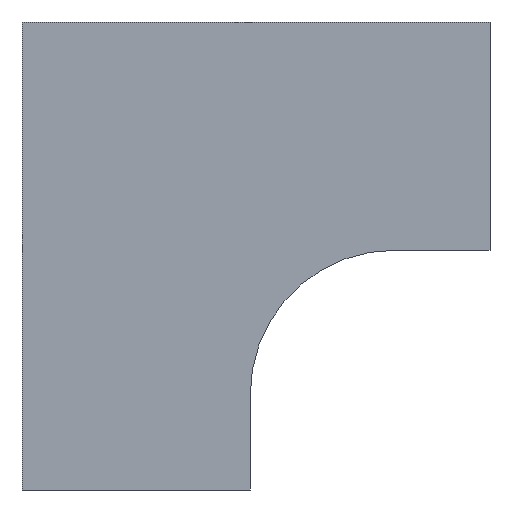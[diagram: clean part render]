
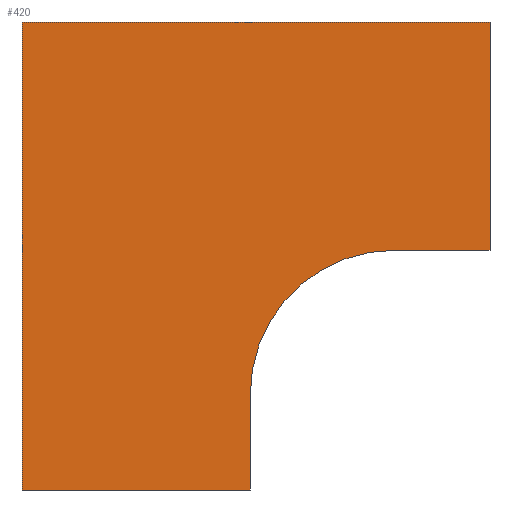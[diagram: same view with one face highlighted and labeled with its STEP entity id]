
A CAD part, front view. The second image highlights one B-rep face of the part: STEP entity #420.
In plain terms, the highlighted planar face has unit normal (0, -1, 0).
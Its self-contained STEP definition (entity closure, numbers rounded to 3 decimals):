
#9 = DIRECTION ( 'NONE',  ( 0., 0., -1. ) ) ;
#11 = CARTESIAN_POINT ( 'NONE',  ( 65., -87.95, 1.6 ) ) ;
#36 = DIRECTION ( 'NONE',  ( 1., 0., 0. ) ) ;
#41 = CARTESIAN_POINT ( 'NONE',  ( -65., -87.95, 65. ) ) ;
#45 = ORIENTED_EDGE ( 'NONE', *, *, #509, .F. ) ;
#57 = DIRECTION ( 'NONE',  ( 0., 0., 1. ) ) ;
#61 = ORIENTED_EDGE ( 'NONE', *, *, #303, .F. ) ;
#63 = CARTESIAN_POINT ( 'NONE',  ( -65., -87.95, -65. ) ) ;
#65 = DIRECTION ( 'NONE',  ( 0., 0., 1. ) ) ;
#66 = DIRECTION ( 'NONE',  ( 0., -1., 0. ) ) ;
#68 = LINE ( 'NONE', #211, #374 ) ;
#70 = CARTESIAN_POINT ( 'NONE',  ( 38.4, -87.95, -38.4 ) ) ;
#73 = CARTESIAN_POINT ( 'NONE',  ( -65., -87.95, 65. ) ) ;
#96 = CARTESIAN_POINT ( 'NONE',  ( -1.6, -87.95, -65. ) ) ;
#103 = CARTESIAN_POINT ( 'NONE',  ( 65., -87.95, 1.6 ) ) ;
#108 = VECTOR ( 'NONE', #36, 1000. ) ;
#109 = DIRECTION ( 'NONE',  ( 0., 0., -1. ) ) ;
#114 = EDGE_LOOP ( 'NONE', ( #191, #45, #210, #372, #61, #228, #490 ) ) ;
#115 = CARTESIAN_POINT ( 'NONE',  ( 38.4, -87.95, 1.6 ) ) ;
#116 = EDGE_CURVE ( 'NONE', #444, #397, #398, .T. ) ;
#135 = CARTESIAN_POINT ( 'NONE',  ( -1.6, -87.95, -65. ) ) ;
#137 = DIRECTION ( 'NONE',  ( 0., 0., 1. ) ) ;
#138 = DIRECTION ( 'NONE',  ( 0., 1., 0. ) ) ;
#141 = PLANE ( 'NONE',  #417 ) ;
#142 = VECTOR ( 'NONE', #376, 1000. ) ;
#146 = CARTESIAN_POINT ( 'NONE',  ( 38.4, -87.95, -38.4 ) ) ;
#149 = CARTESIAN_POINT ( 'NONE',  ( 65., -87.95, 65. ) ) ;
#151 = CARTESIAN_POINT ( 'NONE',  ( -1.6, -87.95, -38.4 ) ) ;
#191 = ORIENTED_EDGE ( 'NONE', *, *, #473, .F. ) ;
#202 = FACE_OUTER_BOUND ( 'NONE', #114, .T. ) ;
#205 = DIRECTION ( 'NONE',  ( -1., 0., 0. ) ) ;
#210 = ORIENTED_EDGE ( 'NONE', *, *, #462, .F. ) ;
#211 = CARTESIAN_POINT ( 'NONE',  ( 38.4, -87.95, 1.6 ) ) ;
#228 = ORIENTED_EDGE ( 'NONE', *, *, #486, .F. ) ;
#271 = LINE ( 'NONE', #96, #535 ) ;
#303 = EDGE_CURVE ( 'NONE', #452, #444, #68, .T. ) ;
#349 = LINE ( 'NONE', #441, #142 ) ;
#350 = CARTESIAN_POINT ( 'NONE',  ( -65., -87.95, 65. ) ) ;
#372 = ORIENTED_EDGE ( 'NONE', *, *, #116, .F. ) ;
#374 = VECTOR ( 'NONE', #205, 1000. ) ;
#376 = DIRECTION ( 'NONE',  ( -1., 0., 0. ) ) ;
#384 = VECTOR ( 'NONE', #9, 1000. ) ;
#397 = VERTEX_POINT ( 'NONE', #151 ) ;
#398 = CIRCLE ( 'NONE', #449, 40. ) ;
#400 = LINE ( 'NONE', #41, #108 ) ;
#411 = VECTOR ( 'NONE', #57, 1000. ) ;
#417 = AXIS2_PLACEMENT_3D ( 'NONE', #146, #138, #137 ) ;
#420 = ADVANCED_FACE ( 'NONE', ( #202 ), #141, .F. ) ;
#421 = VERTEX_POINT ( 'NONE', #149 ) ;
#431 = VERTEX_POINT ( 'NONE', #135 ) ;
#441 = CARTESIAN_POINT ( 'NONE',  ( -65., -87.95, -65. ) ) ;
#444 = VERTEX_POINT ( 'NONE', #115 ) ;
#449 = AXIS2_PLACEMENT_3D ( 'NONE', #70, #66, #65 ) ;
#452 = VERTEX_POINT ( 'NONE', #103 ) ;
#462 = EDGE_CURVE ( 'NONE', #397, #431, #271, .T. ) ;
#472 = VERTEX_POINT ( 'NONE', #63 ) ;
#473 = EDGE_CURVE ( 'NONE', #472, #517, #533, .T. ) ;
#478 = EDGE_CURVE ( 'NONE', #517, #421, #400, .T. ) ;
#486 = EDGE_CURVE ( 'NONE', #421, #452, #518, .T. ) ;
#490 = ORIENTED_EDGE ( 'NONE', *, *, #478, .F. ) ;
#509 = EDGE_CURVE ( 'NONE', #431, #472, #349, .T. ) ;
#517 = VERTEX_POINT ( 'NONE', #350 ) ;
#518 = LINE ( 'NONE', #11, #384 ) ;
#533 = LINE ( 'NONE', #73, #411 ) ;
#535 = VECTOR ( 'NONE', #109, 1000. ) ;
